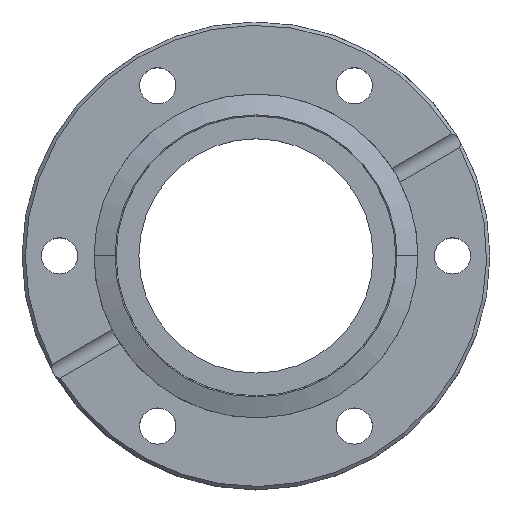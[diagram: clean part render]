
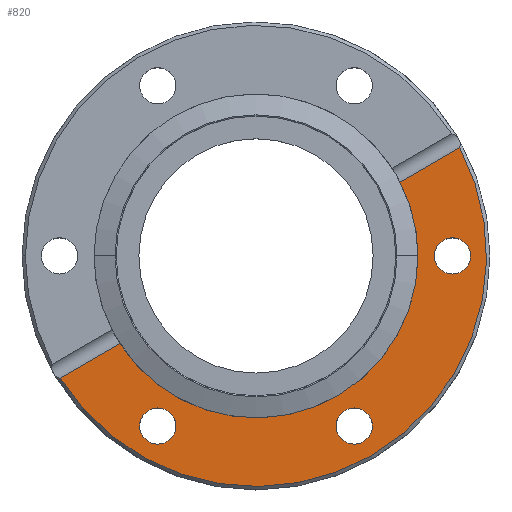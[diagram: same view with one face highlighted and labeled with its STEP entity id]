
A CAD part, top view. The second image highlights one B-rep face of the part: STEP entity #820.
In plain terms, the highlighted planar face has unit normal (0, 0, 1).
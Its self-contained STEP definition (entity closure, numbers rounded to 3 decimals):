
#20 = VECTOR ( 'NONE', #1488, 1000. ) ;
#31 = AXIS2_PLACEMENT_3D ( 'NONE', #335, #1196, #470 ) ;
#46 = CARTESIAN_POINT ( 'NONE',  ( 0., 0., 0. ) ) ;
#50 = AXIS2_PLACEMENT_3D ( 'NONE', #1439, #740, #1547 ) ;
#66 = VERTEX_POINT ( 'NONE', #171 ) ;
#79 = CARTESIAN_POINT ( 'NONE',  ( 17.38, -25.418, 0. ) ) ;
#114 = CARTESIAN_POINT ( 'NONE',  ( 14.675, -25.418, 0. ) ) ;
#123 = CARTESIAN_POINT ( 'NONE',  ( 0., 0., 0. ) ) ;
#127 = ORIENTED_EDGE ( 'NONE', *, *, #1323, .F. ) ;
#131 = VERTEX_POINT ( 'NONE', #1241 ) ;
#171 = CARTESIAN_POINT ( 'NONE',  ( -20.332, -13.124, 0. ) ) ;
#194 = DIRECTION ( 'NONE',  ( 1., 0., 0. ) ) ;
#217 = ORIENTED_EDGE ( 'NONE', *, *, #1489, .T. ) ;
#244 = ORIENTED_EDGE ( 'NONE', *, *, #1473, .F. ) ;
#261 = DIRECTION ( 'NONE',  ( 1., 0., 0. ) ) ;
#262 = CARTESIAN_POINT ( 'NONE',  ( -11.97, -25.418, 0. ) ) ;
#276 = CIRCLE ( 'NONE', #524, 24.2 ) ;
#279 = DIRECTION ( 'NONE',  ( 1., 0., 0. ) ) ;
#307 = VERTEX_POINT ( 'NONE', #262 ) ;
#316 = EDGE_CURVE ( 'NONE', #476, #571, #561, .T. ) ;
#333 = ORIENTED_EDGE ( 'NONE', *, *, #316, .F. ) ;
#334 = EDGE_CURVE ( 'NONE', #409, #421, #434, .T. ) ;
#335 = CARTESIAN_POINT ( 'NONE',  ( 29.35, 0., 0. ) ) ;
#339 = DIRECTION ( 'NONE',  ( -1., 0., 0. ) ) ;
#366 = CARTESIAN_POINT ( 'NONE',  ( 32.055, 0., 0. ) ) ;
#409 = VERTEX_POINT ( 'NONE', #880 ) ;
#419 = DIRECTION ( 'NONE',  ( -0.866, -0.5, 0. ) ) ;
#421 = VERTEX_POINT ( 'NONE', #1001 ) ;
#422 = EDGE_CURVE ( 'NONE', #531, #307, #1562, .T. ) ;
#434 = CIRCLE ( 'NONE', #50, 34.45 ) ;
#438 = EDGE_LOOP ( 'NONE', ( #713, #217, #1613, #127, #981 ) ) ;
#467 = AXIS2_PLACEMENT_3D ( 'NONE', #1392, #691, #1505 ) ;
#470 = DIRECTION ( 'NONE',  ( 1., 0., 0. ) ) ;
#476 = VERTEX_POINT ( 'NONE', #79 ) ;
#499 = FACE_OUTER_BOUND ( 'NONE', #438, .T. ) ;
#524 = AXIS2_PLACEMENT_3D ( 'NONE', #46, #977, #194 ) ;
#529 = DIRECTION ( 'NONE',  ( 0., 0., 1. ) ) ;
#531 = VERTEX_POINT ( 'NONE', #1370 ) ;
#561 = CIRCLE ( 'NONE', #1211, 2.705 ) ;
#571 = VERTEX_POINT ( 'NONE', #1259 ) ;
#573 = ORIENTED_EDGE ( 'NONE', *, *, #1110, .F. ) ;
#631 = EDGE_CURVE ( 'NONE', #131, #639, #1119, .T. ) ;
#639 = VERTEX_POINT ( 'NONE', #921 ) ;
#672 = CARTESIAN_POINT ( 'NONE',  ( -40.746, -24.911, 0. ) ) ;
#691 = DIRECTION ( 'NONE',  ( 0., 0., 1. ) ) ;
#713 = ORIENTED_EDGE ( 'NONE', *, *, #334, .T. ) ;
#724 = PLANE ( 'NONE',  #783 ) ;
#740 = DIRECTION ( 'NONE',  ( 0., 0., 1. ) ) ;
#743 = AXIS2_PLACEMENT_3D ( 'NONE', #114, #1033, #261 ) ;
#763 = DIRECTION ( 'NONE',  ( 0., 0., 1. ) ) ;
#783 = AXIS2_PLACEMENT_3D ( 'NONE', #1420, #1081, #339 ) ;
#820 = ADVANCED_FACE ( 'NONE', ( #1442, #1138, #830, #499 ), #724, .F. ) ;
#830 = FACE_BOUND ( 'NONE', #1574, .T. ) ;
#838 = CIRCLE ( 'NONE', #743, 2.705 ) ;
#880 = CARTESIAN_POINT ( 'NONE',  ( -29.216, -18.254, 0. ) ) ;
#889 = EDGE_LOOP ( 'NONE', ( #1206, #1187 ) ) ;
#895 = AXIS2_PLACEMENT_3D ( 'NONE', #123, #1045, #279 ) ;
#921 = CARTESIAN_POINT ( 'NONE',  ( 21.532, 11.046, 0. ) ) ;
#922 = VERTEX_POINT ( 'NONE', #366 ) ;
#964 = ORIENTED_EDGE ( 'NONE', *, *, #1240, .F. ) ;
#977 = DIRECTION ( 'NONE',  ( 0., 0., 1. ) ) ;
#981 = ORIENTED_EDGE ( 'NONE', *, *, #1521, .T. ) ;
#999 = CIRCLE ( 'NONE', #31, 2.705 ) ;
#1001 = CARTESIAN_POINT ( 'NONE',  ( 30.416, 16.175, 0. ) ) ;
#1033 = DIRECTION ( 'NONE',  ( 0., 0., 1. ) ) ;
#1038 = LINE ( 'NONE', #672, #20 ) ;
#1041 = EDGE_LOOP ( 'NONE', ( #333, #244 ) ) ;
#1045 = DIRECTION ( 'NONE',  ( 0., 0., 1. ) ) ;
#1081 = DIRECTION ( 'NONE',  ( 0., 0., -1. ) ) ;
#1110 = EDGE_CURVE ( 'NONE', #1238, #922, #1257, .T. ) ;
#1119 = CIRCLE ( 'NONE', #895, 24.2 ) ;
#1138 = FACE_BOUND ( 'NONE', #889, .T. ) ;
#1187 = ORIENTED_EDGE ( 'NONE', *, *, #422, .F. ) ;
#1196 = DIRECTION ( 'NONE',  ( 0., 0., 1. ) ) ;
#1206 = ORIENTED_EDGE ( 'NONE', *, *, #1405, .F. ) ;
#1211 = AXIS2_PLACEMENT_3D ( 'NONE', #1328, #1454, #1330 ) ;
#1238 = VERTEX_POINT ( 'NONE', #1419 ) ;
#1240 = EDGE_CURVE ( 'NONE', #922, #1238, #999, .T. ) ;
#1241 = CARTESIAN_POINT ( 'NONE',  ( 24.2, 0., 0. ) ) ;
#1245 = CARTESIAN_POINT ( 'NONE',  ( -14.675, -25.418, 0. ) ) ;
#1257 = CIRCLE ( 'NONE', #467, 2.705 ) ;
#1259 = CARTESIAN_POINT ( 'NONE',  ( 11.97, -25.418, 0. ) ) ;
#1309 = VECTOR ( 'NONE', #419, 1000. ) ;
#1323 = EDGE_CURVE ( 'NONE', #66, #131, #276, .T. ) ;
#1328 = CARTESIAN_POINT ( 'NONE',  ( 14.675, -25.418, 0. ) ) ;
#1330 = DIRECTION ( 'NONE',  ( 1., 0., 0. ) ) ;
#1361 = DIRECTION ( 'NONE',  ( 1., 0., 0. ) ) ;
#1370 = CARTESIAN_POINT ( 'NONE',  ( -17.38, -25.418, 0. ) ) ;
#1386 = AXIS2_PLACEMENT_3D ( 'NONE', #1457, #763, #1570 ) ;
#1392 = CARTESIAN_POINT ( 'NONE',  ( 29.35, 0., 0. ) ) ;
#1394 = CIRCLE ( 'NONE', #1398, 2.705 ) ;
#1398 = AXIS2_PLACEMENT_3D ( 'NONE', #1245, #529, #1361 ) ;
#1405 = EDGE_CURVE ( 'NONE', #307, #531, #1394, .T. ) ;
#1419 = CARTESIAN_POINT ( 'NONE',  ( 26.645, 0., 0. ) ) ;
#1420 = CARTESIAN_POINT ( 'NONE',  ( 17.5, 0., 0. ) ) ;
#1439 = CARTESIAN_POINT ( 'NONE',  ( 0., 0., 0. ) ) ;
#1442 = FACE_BOUND ( 'NONE', #1041, .T. ) ;
#1454 = DIRECTION ( 'NONE',  ( 0., 0., 1. ) ) ;
#1457 = CARTESIAN_POINT ( 'NONE',  ( -14.675, -25.418, 0. ) ) ;
#1473 = EDGE_CURVE ( 'NONE', #571, #476, #838, .T. ) ;
#1488 = DIRECTION ( 'NONE',  ( -0.866, -0.5, 0. ) ) ;
#1489 = EDGE_CURVE ( 'NONE', #421, #639, #1038, .T. ) ;
#1505 = DIRECTION ( 'NONE',  ( 1., 0., 0. ) ) ;
#1521 = EDGE_CURVE ( 'NONE', #66, #409, #1599, .T. ) ;
#1547 = DIRECTION ( 'NONE',  ( 1., 0., 0. ) ) ;
#1562 = CIRCLE ( 'NONE', #1386, 2.705 ) ;
#1570 = DIRECTION ( 'NONE',  ( 1., 0., 0. ) ) ;
#1574 = EDGE_LOOP ( 'NONE', ( #964, #573 ) ) ;
#1597 = CARTESIAN_POINT ( 'NONE',  ( -40.746, -24.911, 0. ) ) ;
#1599 = LINE ( 'NONE', #1597, #1309 ) ;
#1613 = ORIENTED_EDGE ( 'NONE', *, *, #631, .F. ) ;
